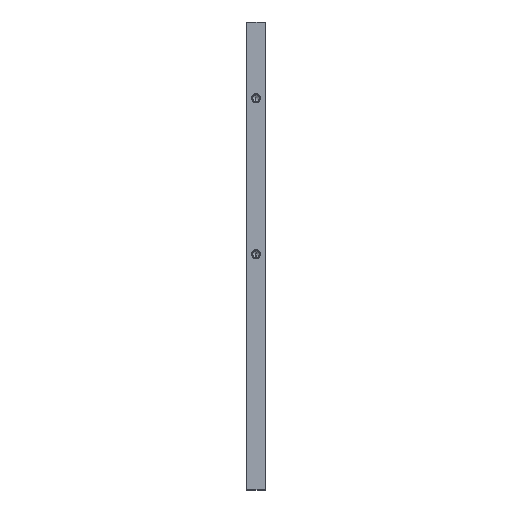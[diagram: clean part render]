
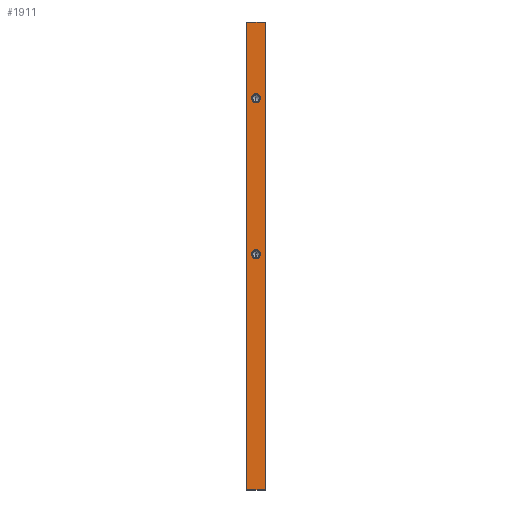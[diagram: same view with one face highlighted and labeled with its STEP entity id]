
A CAD part, left-side view. The second image highlights one B-rep face of the part: STEP entity #1911.
In plain terms, the highlighted planar face has unit normal (-1, 0, 0).
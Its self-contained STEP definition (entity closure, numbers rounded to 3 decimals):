
#11 = VECTOR ( 'NONE', #2756, 1000. ) ;
#72 = EDGE_CURVE ( 'NONE', #4032, #6198, #989, .T. ) ;
#78 = ORIENTED_EDGE ( 'NONE', *, *, #5209, .F. ) ;
#148 = DIRECTION ( 'NONE',  ( 0., 0., 1. ) ) ;
#150 = CARTESIAN_POINT ( 'NONE',  ( -150., 12., 100. ) ) ;
#212 = LINE ( 'NONE', #5098, #11 ) ;
#219 = CIRCLE ( 'NONE', #1130, 2.9 ) ;
#409 = CARTESIAN_POINT ( 'NONE',  ( -150., 12., -200. ) ) ;
#452 = ORIENTED_EDGE ( 'NONE', *, *, #684, .F. ) ;
#501 = AXIS2_PLACEMENT_3D ( 'NONE', #1241, #709, #1629 ) ;
#620 = DIRECTION ( 'NONE',  ( 0., 0., -1. ) ) ;
#684 = EDGE_CURVE ( 'NONE', #5053, #6198, #212, .T. ) ;
#709 = DIRECTION ( 'NONE',  ( -1., 0., 0. ) ) ;
#747 = CARTESIAN_POINT ( 'NONE',  ( -150., 6., -51.725 ) ) ;
#817 = AXIS2_PLACEMENT_3D ( 'NONE', #150, #1759, #620 ) ;
#989 = LINE ( 'NONE', #3152, #1221 ) ;
#1018 = AXIS2_PLACEMENT_3D ( 'NONE', #6161, #5666, #5065 ) ;
#1127 = VECTOR ( 'NONE', #148, 1000. ) ;
#1130 = AXIS2_PLACEMENT_3D ( 'NONE', #2786, #4398, #6537 ) ;
#1221 = VECTOR ( 'NONE', #5428, 1000. ) ;
#1241 = CARTESIAN_POINT ( 'NONE',  ( -150., 6., -48.825 ) ) ;
#1282 = EDGE_LOOP ( 'NONE', ( #4137, #5253 ) ) ;
#1453 = ORIENTED_EDGE ( 'NONE', *, *, #5564, .F. ) ;
#1483 = EDGE_LOOP ( 'NONE', ( #3397, #1453 ) ) ;
#1565 = VERTEX_POINT ( 'NONE', #3927 ) ;
#1629 = DIRECTION ( 'NONE',  ( 0., 0., 1. ) ) ;
#1717 = CARTESIAN_POINT ( 'NONE',  ( -150., 12., 100. ) ) ;
#1728 = EDGE_CURVE ( 'NONE', #3603, #4032, #3148, .T. ) ;
#1759 = DIRECTION ( 'NONE',  ( 1., 0., 0. ) ) ;
#1911 = ADVANCED_FACE ( 'NONE', ( #5455, #5005, #4969 ), #5042, .F. ) ;
#2147 = AXIS2_PLACEMENT_3D ( 'NONE', #3642, #4169, #3115 ) ;
#2418 = ORIENTED_EDGE ( 'NONE', *, *, #72, .T. ) ;
#2624 = CARTESIAN_POINT ( 'NONE',  ( -150., 6., -45.925 ) ) ;
#2756 = DIRECTION ( 'NONE',  ( 0., -1., 0. ) ) ;
#2786 = CARTESIAN_POINT ( 'NONE',  ( -150., 6., 51.175 ) ) ;
#2857 = VECTOR ( 'NONE', #6349, 1000. ) ;
#2959 = EDGE_CURVE ( 'NONE', #4829, #5989, #3564, .T. ) ;
#3115 = DIRECTION ( 'NONE',  ( 0., 0., 1. ) ) ;
#3148 = LINE ( 'NONE', #6935, #2857 ) ;
#3152 = CARTESIAN_POINT ( 'NONE',  ( -150., 0., 100. ) ) ;
#3397 = ORIENTED_EDGE ( 'NONE', *, *, #2959, .F. ) ;
#3465 = LINE ( 'NONE', #6660, #1127 ) ;
#3553 = ORIENTED_EDGE ( 'NONE', *, *, #1728, .T. ) ;
#3564 = CIRCLE ( 'NONE', #501, 2.9 ) ;
#3603 = VERTEX_POINT ( 'NONE', #409 ) ;
#3642 = CARTESIAN_POINT ( 'NONE',  ( -150., 6., 51.175 ) ) ;
#3927 = CARTESIAN_POINT ( 'NONE',  ( -150., 6., 54.075 ) ) ;
#4032 = VERTEX_POINT ( 'NONE', #4226 ) ;
#4137 = ORIENTED_EDGE ( 'NONE', *, *, #5521, .F. ) ;
#4169 = DIRECTION ( 'NONE',  ( -1., 0., 0. ) ) ;
#4226 = CARTESIAN_POINT ( 'NONE',  ( -150., 0., -200. ) ) ;
#4398 = DIRECTION ( 'NONE',  ( -1., 0., 0. ) ) ;
#4400 = CIRCLE ( 'NONE', #2147, 2.9 ) ;
#4603 = CARTESIAN_POINT ( 'NONE',  ( -150., 0., 100. ) ) ;
#4829 = VERTEX_POINT ( 'NONE', #2624 ) ;
#4832 = EDGE_CURVE ( 'NONE', #6914, #1565, #4400, .T. ) ;
#4966 = CIRCLE ( 'NONE', #1018, 2.9 ) ;
#4969 = FACE_OUTER_BOUND ( 'NONE', #5878, .T. ) ;
#5005 = FACE_BOUND ( 'NONE', #1483, .T. ) ;
#5042 = PLANE ( 'NONE',  #817 ) ;
#5053 = VERTEX_POINT ( 'NONE', #1717 ) ;
#5065 = DIRECTION ( 'NONE',  ( 0., 0., 1. ) ) ;
#5098 = CARTESIAN_POINT ( 'NONE',  ( -150., 12., 100. ) ) ;
#5209 = EDGE_CURVE ( 'NONE', #3603, #5053, #3465, .T. ) ;
#5253 = ORIENTED_EDGE ( 'NONE', *, *, #4832, .F. ) ;
#5428 = DIRECTION ( 'NONE',  ( 0., 0., 1. ) ) ;
#5455 = FACE_BOUND ( 'NONE', #1282, .T. ) ;
#5521 = EDGE_CURVE ( 'NONE', #1565, #6914, #219, .T. ) ;
#5564 = EDGE_CURVE ( 'NONE', #5989, #4829, #4966, .T. ) ;
#5666 = DIRECTION ( 'NONE',  ( -1., 0., 0. ) ) ;
#5878 = EDGE_LOOP ( 'NONE', ( #2418, #452, #78, #3553 ) ) ;
#5989 = VERTEX_POINT ( 'NONE', #747 ) ;
#6161 = CARTESIAN_POINT ( 'NONE',  ( -150., 6., -48.825 ) ) ;
#6198 = VERTEX_POINT ( 'NONE', #4603 ) ;
#6349 = DIRECTION ( 'NONE',  ( 0., -1., 0. ) ) ;
#6537 = DIRECTION ( 'NONE',  ( 0., 0., 1. ) ) ;
#6587 = CARTESIAN_POINT ( 'NONE',  ( -150., 6., 48.275 ) ) ;
#6660 = CARTESIAN_POINT ( 'NONE',  ( -150., 12., 100. ) ) ;
#6914 = VERTEX_POINT ( 'NONE', #6587 ) ;
#6935 = CARTESIAN_POINT ( 'NONE',  ( -150., 12., -200. ) ) ;
